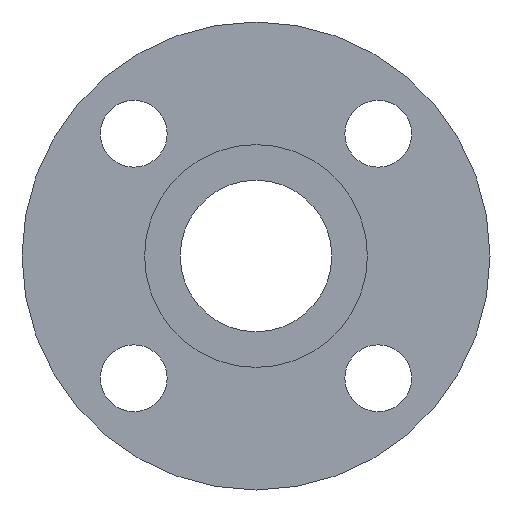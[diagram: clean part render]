
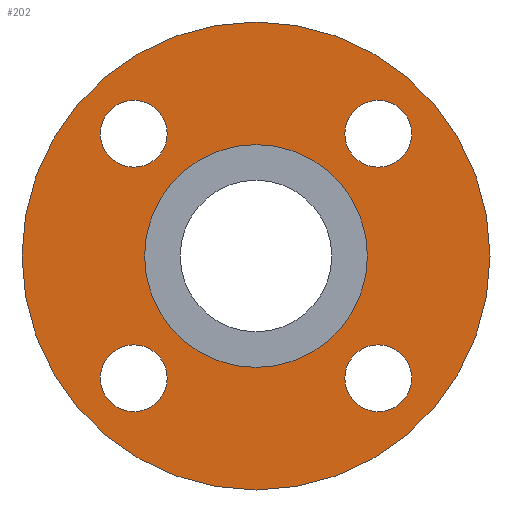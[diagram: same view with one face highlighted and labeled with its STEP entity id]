
A CAD part, front view. The second image highlights one B-rep face of the part: STEP entity #202.
In plain terms, the highlighted planar face has unit normal (0, -1, 0).
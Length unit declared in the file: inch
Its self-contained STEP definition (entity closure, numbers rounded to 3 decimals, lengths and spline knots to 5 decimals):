
#16=FACE_BOUND('',#52,.T.);
#17=FACE_BOUND('',#53,.T.);
#18=FACE_BOUND('',#54,.T.);
#19=FACE_BOUND('',#55,.T.);
#20=FACE_BOUND('',#56,.T.);
#28=PLANE('',#248);
#38=FACE_OUTER_BOUND('',#51,.T.);
#51=EDGE_LOOP('',(#165));
#52=EDGE_LOOP('',(#166));
#53=EDGE_LOOP('',(#167));
#54=EDGE_LOOP('',(#168));
#55=EDGE_LOOP('',(#169));
#56=EDGE_LOOP('',(#170));
#84=CIRCLE('',#231,0.375);
#86=CIRCLE('',#234,0.375);
#88=CIRCLE('',#237,0.375);
#90=CIRCLE('',#240,0.375);
#94=CIRCLE('',#247,1.25);
#95=CIRCLE('',#249,2.625);
#100=VERTEX_POINT('',#327);
#102=VERTEX_POINT('',#333);
#104=VERTEX_POINT('',#339);
#106=VERTEX_POINT('',#345);
#110=VERTEX_POINT('',#358);
#111=VERTEX_POINT('',#362);
#117=EDGE_CURVE('',#100,#100,#84,.T.);
#120=EDGE_CURVE('',#102,#102,#86,.T.);
#123=EDGE_CURVE('',#104,#104,#88,.T.);
#126=EDGE_CURVE('',#106,#106,#90,.T.);
#131=EDGE_CURVE('',#110,#110,#94,.T.);
#133=EDGE_CURVE('',#111,#111,#95,.T.);
#165=ORIENTED_EDGE('',*,*,#133,.F.);
#166=ORIENTED_EDGE('',*,*,#117,.T.);
#167=ORIENTED_EDGE('',*,*,#120,.T.);
#168=ORIENTED_EDGE('',*,*,#123,.T.);
#169=ORIENTED_EDGE('',*,*,#126,.T.);
#170=ORIENTED_EDGE('',*,*,#131,.T.);
#202=ADVANCED_FACE('',(#38,#16,#17,#18,#19,#20),#28,.T.);
#231=AXIS2_PLACEMENT_3D('',#329,#264,#265);
#234=AXIS2_PLACEMENT_3D('',#335,#271,#272);
#237=AXIS2_PLACEMENT_3D('',#341,#278,#279);
#240=AXIS2_PLACEMENT_3D('',#347,#285,#286);
#247=AXIS2_PLACEMENT_3D('',#359,#300,#301);
#248=AXIS2_PLACEMENT_3D('',#361,#303,#304);
#249=AXIS2_PLACEMENT_3D('',#363,#305,#306);
#264=DIRECTION('center_axis',(0.,1.,0.));
#265=DIRECTION('ref_axis',(0.,0.,1.));
#271=DIRECTION('center_axis',(0.,1.,0.));
#272=DIRECTION('ref_axis',(-1.,0.,0.));
#278=DIRECTION('center_axis',(0.,1.,0.));
#279=DIRECTION('ref_axis',(0.,0.,-1.));
#285=DIRECTION('center_axis',(0.,1.,0.));
#286=DIRECTION('ref_axis',(1.,0.,0.));
#300=DIRECTION('center_axis',(0.,1.,0.));
#301=DIRECTION('ref_axis',(1.,0.,0.));
#303=DIRECTION('center_axis',(0.,-1.,0.));
#304=DIRECTION('ref_axis',(0.,0.,-1.));
#305=DIRECTION('center_axis',(0.,1.,0.));
#306=DIRECTION('ref_axis',(1.,0.,0.));
#327=CARTESIAN_POINT('',(1.37179,0.0625,0.99679));
#329=CARTESIAN_POINT('Origin',(1.37179,0.0625,1.37179));
#333=CARTESIAN_POINT('',(-0.99679,0.0625,1.37179));
#335=CARTESIAN_POINT('Origin',(-1.37179,0.0625,1.37179));
#339=CARTESIAN_POINT('',(-1.37179,0.0625,-0.99679));
#341=CARTESIAN_POINT('Origin',(-1.37179,0.0625,-1.37179));
#345=CARTESIAN_POINT('',(0.99679,0.0625,-1.37179));
#347=CARTESIAN_POINT('Origin',(1.37179,0.0625,-1.37179));
#358=CARTESIAN_POINT('',(1.25,0.0625,0.));
#359=CARTESIAN_POINT('Origin',(0.,0.0625,0.));
#361=CARTESIAN_POINT('Origin',(-2.625,0.0625,0.));
#362=CARTESIAN_POINT('',(2.625,0.0625,0.));
#363=CARTESIAN_POINT('Origin',(0.,0.0625,0.));
